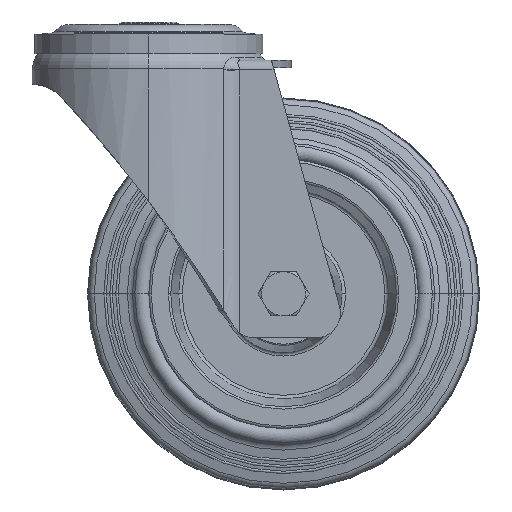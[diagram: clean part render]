
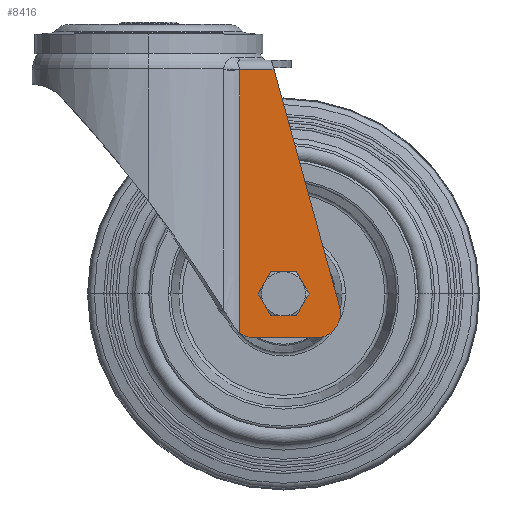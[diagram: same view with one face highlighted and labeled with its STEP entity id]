
A CAD part, top view. The second image highlights one B-rep face of the part: STEP entity #8416.
In plain terms, the highlighted planar face has unit normal (0, 0, 1).
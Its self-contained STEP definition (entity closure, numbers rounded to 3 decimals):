
#975 = CARTESIAN_POINT ( 'NONE',  ( 37.017, -126.861, 34. ) ) ;
#1014 = CARTESIAN_POINT ( 'NONE',  ( 68.197, -129., 34. ) ) ;
#1462 = AXIS2_PLACEMENT_3D ( 'NONE', #9215, #19589, #14263 ) ;
#1547 = CARTESIAN_POINT ( 'NONE',  ( 51.105, -19.6, 34. ) ) ;
#2159 = VERTEX_POINT ( 'NONE', #11652 ) ;
#2355 = EDGE_CURVE ( 'NONE', #17454, #4378, #16457, .T. ) ;
#2595 = VERTEX_POINT ( 'NONE', #1014 ) ;
#2898 = EDGE_CURVE ( 'NONE', #6852, #16469, #18162, .T. ) ;
#3163 = CARTESIAN_POINT ( 'NONE',  ( 37.03, -24.309, 34. ) ) ;
#3263 = CARTESIAN_POINT ( 'NONE',  ( 37.026, -19.764, 34.002 ) ) ;
#3661 = DIRECTION ( 'NONE',  ( 0., -1., 0. ) ) ;
#4378 = VERTEX_POINT ( 'NONE', #12145 ) ;
#4682 = CARTESIAN_POINT ( 'NONE',  ( 37.029, -25.294, 34. ) ) ;
#5017 = CARTESIAN_POINT ( 'NONE',  ( 37.016, -19.6, 34. ) ) ;
#5323 = AXIS2_PLACEMENT_3D ( 'NONE', #18287, #9663, #19822 ) ;
#5354 = CIRCLE ( 'NONE', #20312, 6.1 ) ;
#5361 = ORIENTED_EDGE ( 'NONE', *, *, #8970, .F. ) ;
#5376 = CARTESIAN_POINT ( 'NONE',  ( 68.197, -119., 34. ) ) ;
#5535 = ORIENTED_EDGE ( 'NONE', *, *, #12479, .F. ) ;
#5912 = CIRCLE ( 'NONE', #20549, 10. ) ;
#6537 = DIRECTION ( 'NONE',  ( 1., 0., 0. ) ) ;
#6642 = CARTESIAN_POINT ( 'NONE',  ( 37.042, -20.774, 34.003 ) ) ;
#6852 = VERTEX_POINT ( 'NONE', #12051 ) ;
#6970 = EDGE_LOOP ( 'NONE', ( #16493, #9211 ) ) ;
#7012 = ORIENTED_EDGE ( 'NONE', *, *, #20409, .F. ) ;
#7605 = CARTESIAN_POINT ( 'NONE',  ( 37.018, -64.444, 34. ) ) ;
#7645 = ORIENTED_EDGE ( 'NONE', *, *, #7781, .F. ) ;
#7781 = EDGE_CURVE ( 'NONE', #16605, #2595, #10172, .T. ) ;
#7954 = EDGE_CURVE ( 'NONE', #16469, #6852, #5354, .T. ) ;
#8126 = CARTESIAN_POINT ( 'NONE',  ( 37.016, -19.6, 34. ) ) ;
#8136 = CARTESIAN_POINT ( 'NONE',  ( 37.027, -21.946, 33.999 ) ) ;
#8249 = CARTESIAN_POINT ( 'NONE',  ( 37.026, -23.041, 33.999 ) ) ;
#8298 = CARTESIAN_POINT ( 'NONE',  ( 43.197, -129., 34. ) ) ;
#8416 = ADVANCED_FACE ( 'NONE', ( #17865, #19487 ), #19602, .T. ) ;
#8445 = AXIS2_PLACEMENT_3D ( 'NONE', #5376, #8502, #16606 ) ;
#8502 = DIRECTION ( 'NONE',  ( 0., 0., -1. ) ) ;
#8970 = EDGE_CURVE ( 'NONE', #15560, #2159, #5912, .T. ) ;
#9211 = ORIENTED_EDGE ( 'NONE', *, *, #7954, .F. ) ;
#9215 = CARTESIAN_POINT ( 'NONE',  ( 55., -111., 34. ) ) ;
#9663 = DIRECTION ( 'NONE',  ( 0., 0., 1. ) ) ;
#10172 = CIRCLE ( 'NONE', #8445, 10. ) ;
#10497 = VECTOR ( 'NONE', #14820, 1000. ) ;
#10807 = VECTOR ( 'NONE', #19988, 1000. ) ;
#11275 = EDGE_CURVE ( 'NONE', #15560, #2595, #16511, .T. ) ;
#11331 = CARTESIAN_POINT ( 'NONE',  ( 37.031, -21.627, 34. ) ) ;
#11623 = CARTESIAN_POINT ( 'NONE',  ( 61.1, -111., 34. ) ) ;
#11652 = CARTESIAN_POINT ( 'NONE',  ( 37.017, -126.861, 34. ) ) ;
#12051 = CARTESIAN_POINT ( 'NONE',  ( 48.9, -111., 34. ) ) ;
#12061 = CARTESIAN_POINT ( 'NONE',  ( 43.197, -119., 34. ) ) ;
#12145 = CARTESIAN_POINT ( 'NONE',  ( 51.105, -19.6, 34. ) ) ;
#12479 = EDGE_CURVE ( 'NONE', #2159, #17454, #12770, .T. ) ;
#12770 = B_SPLINE_CURVE_WITH_KNOTS ( 'NONE', 3,
 ( #975, #12856, #7605, #14284, #19256, #20922, #14490, #4682, #3163, #8249, #16464, #8136, #11331, #6642, #16564, #3263, #12967, #5017 ),
 .UNSPECIFIED., .F., .F.,
 ( 4, 2, 2, 2, 2, 2, 2, 2, 4 ),
 ( 0., 0.5, 0.625, 0.75, 0.812, 0.844, 0.875, 0.937, 1. ),
 .UNSPECIFIED. ) ;
#12856 = CARTESIAN_POINT ( 'NONE',  ( 37.017, -91.209, 34. ) ) ;
#12887 = ORIENTED_EDGE ( 'NONE', *, *, #11275, .T. ) ;
#12967 = CARTESIAN_POINT ( 'NONE',  ( 37.016, -19.613, 34. ) ) ;
#13710 = CARTESIAN_POINT ( 'NONE',  ( 37.016, -19.6, 34. ) ) ;
#14263 = DIRECTION ( 'NONE',  ( -1., 0., 0. ) ) ;
#14284 = CARTESIAN_POINT ( 'NONE',  ( 37.022, -42.098, 34. ) ) ;
#14490 = CARTESIAN_POINT ( 'NONE',  ( 37.024, -28.665, 34. ) ) ;
#14820 = DIRECTION ( 'NONE',  ( 1., 0., 0. ) ) ;
#14839 = CARTESIAN_POINT ( 'NONE',  ( 55., -111., 34. ) ) ;
#14983 = LINE ( 'NONE', #1547, #15228 ) ;
#15228 = VECTOR ( 'NONE', #17898, 1000. ) ;
#15431 = DIRECTION ( 'NONE',  ( 0., 0., -1. ) ) ;
#15560 = VERTEX_POINT ( 'NONE', #17192 ) ;
#16457 = LINE ( 'NONE', #8126, #10497 ) ;
#16464 = CARTESIAN_POINT ( 'NONE',  ( 37.025, -22.653, 33.999 ) ) ;
#16469 = VERTEX_POINT ( 'NONE', #11623 ) ;
#16493 = ORIENTED_EDGE ( 'NONE', *, *, #2898, .F. ) ;
#16511 = LINE ( 'NONE', #8298, #10807 ) ;
#16564 = CARTESIAN_POINT ( 'NONE',  ( 37.041, -20.344, 34.003 ) ) ;
#16605 = VERTEX_POINT ( 'NONE', #17872 ) ;
#16606 = DIRECTION ( 'NONE',  ( 0.964, 0.266, 0. ) ) ;
#17192 = CARTESIAN_POINT ( 'NONE',  ( 43.197, -129., 34. ) ) ;
#17293 = ORIENTED_EDGE ( 'NONE', *, *, #2355, .F. ) ;
#17454 = VERTEX_POINT ( 'NONE', #13710 ) ;
#17865 = FACE_BOUND ( 'NONE', #6970, .T. ) ;
#17872 = CARTESIAN_POINT ( 'NONE',  ( 77.836, -116.337, 34. ) ) ;
#17898 = DIRECTION ( 'NONE',  ( 0.266, -0.964, 0. ) ) ;
#18162 = CIRCLE ( 'NONE', #1462, 6.1 ) ;
#18287 = CARTESIAN_POINT ( 'NONE',  ( 0., -165.6, 34. ) ) ;
#19256 = CARTESIAN_POINT ( 'NONE',  ( 37.023, -38.185, 34. ) ) ;
#19487 = FACE_OUTER_BOUND ( 'NONE', #20923, .T. ) ;
#19589 = DIRECTION ( 'NONE',  ( 0., 0., 1. ) ) ;
#19602 = PLANE ( 'NONE',  #5323 ) ;
#19822 = DIRECTION ( 'NONE',  ( 1., 0., 0. ) ) ;
#19988 = DIRECTION ( 'NONE',  ( 1., 0., 0. ) ) ;
#20312 = AXIS2_PLACEMENT_3D ( 'NONE', #14839, #21474, #6537 ) ;
#20409 = EDGE_CURVE ( 'NONE', #4378, #16605, #14983, .T. ) ;
#20549 = AXIS2_PLACEMENT_3D ( 'NONE', #12061, #15431, #3661 ) ;
#20922 = CARTESIAN_POINT ( 'NONE',  ( 37.025, -31.468, 34. ) ) ;
#20923 = EDGE_LOOP ( 'NONE', ( #12887, #7645, #7012, #17293, #5535, #5361 ) ) ;
#21474 = DIRECTION ( 'NONE',  ( 0., 0., 1. ) ) ;
